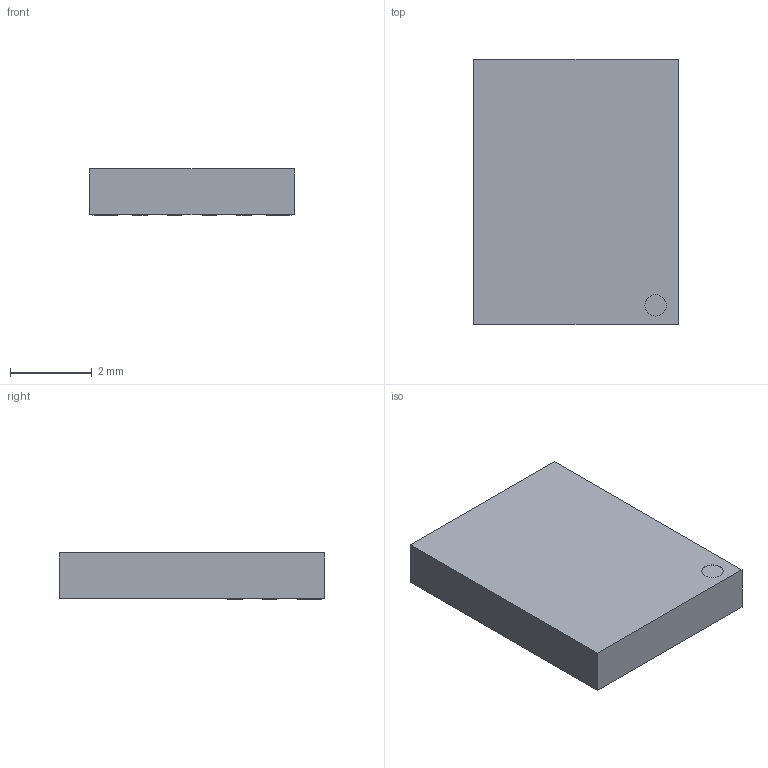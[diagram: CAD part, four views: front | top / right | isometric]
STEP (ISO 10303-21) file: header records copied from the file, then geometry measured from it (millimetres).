
FILE_DESCRIPTION(/* description */ ('Unknown'),/* implementation_level */ '2;1');
FILE_NAME(/* name */ 'ISG3201',/* time_stamp */ '2025-03-31T11:09:38+02:00',/* author */ ('Unknown'),/* organization */ ('Unknown'),/* preprocessor_version */ 'ST-DEVELOPER v19.4',/* originating_system */ 'Solid Edge',/* authorisation */ 'Unknown');
FILE_SCHEMA (('AUTOMOTIVE_DESIGN {1 0 10303 214 3 1 1}'));
Length unit declared in the file: millimetre
Products named in the file (1): ISG3201
Bounding box: 5 x 6.5 x 1.13 mm (x, y, z)
Volume: 36.5 mm3; surface area: 91.2 mm2
Topology: 1 solids, 1 shells, 195 faces, 537 edges, 358 vertices
Faces by surface type: plane 167, cylinder 28
Full cylindrical faces by diameter (mm): 0.525 x1
Entity records: 7511 total; most frequent: CARTESIAN_POINT 1090, ORIENTED_EDGE 1072, DIRECTION 984, EDGE_CURVE 536, LINE 480, VECTOR 480, VERTEX_POINT 358, AXIS2_PLACEMENT_3D 252
